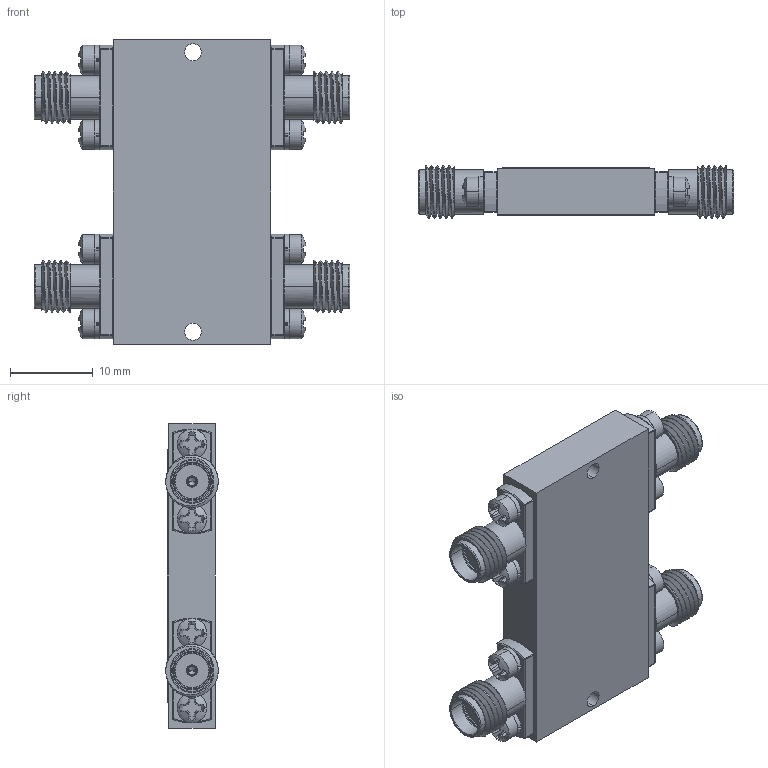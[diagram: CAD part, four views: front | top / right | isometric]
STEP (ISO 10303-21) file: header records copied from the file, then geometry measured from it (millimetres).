
FILE_DESCRIPTION (( 'STEP AP214' ), '1' );
FILE_NAME ('QC-052-YR3.STEP', '2025-10-30T20:02:03', ( '' ), ( '' ), 'SwSTEP 2.0', 'SolidWorks 2024', '' );
FILE_SCHEMA (( 'AUTOMOTIVE_DESIGN' ));
Length unit declared in the file: millimetre
Products named in the file (1): QC-052-YR3
Bounding box: 38.1 x 6.35 x 36.83 mm (x, y, z)
Volume: 5019.4 mm3; surface area: 6082 mm2
Topology: 30 solids, 30 shells, 999 faces, 3053 edges, 2209 vertices
Faces by surface type: plane 387, cylinder 292, torus 176, cone 88, sphere 48, bspline 8
Entity records: 47223 total; most frequent: CARTESIAN_POINT 13799, ORIENTED_EDGE 5978, DIRECTION 5545, EDGE_CURVE 2989, VERTEX_POINT 2209, AXIS2_PLACEMENT_3D 2166, LINE 1213, VECTOR 1213
